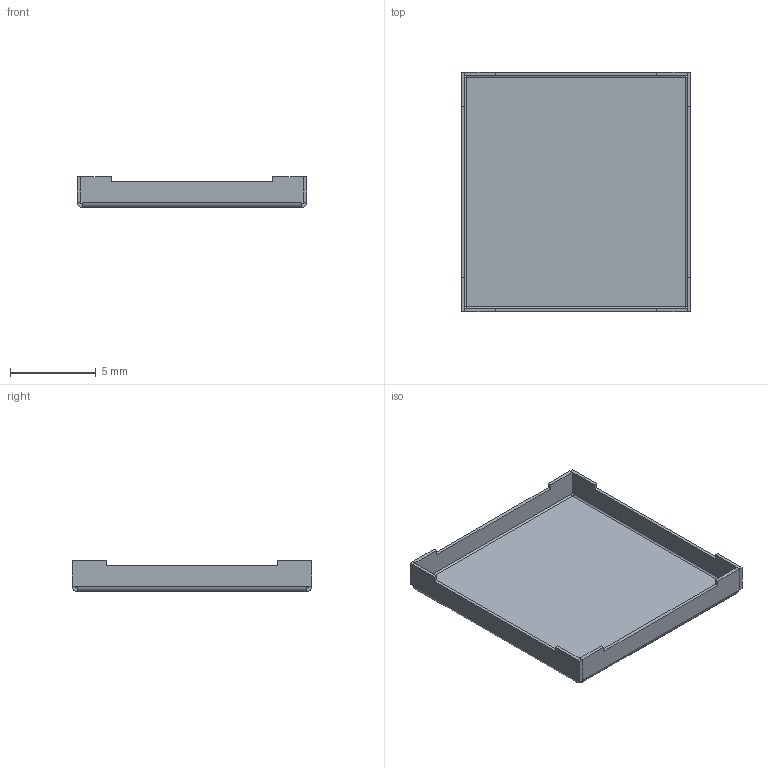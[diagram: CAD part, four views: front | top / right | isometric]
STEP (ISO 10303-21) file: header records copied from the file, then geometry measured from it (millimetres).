
FILE_DESCRIPTION(('STEP AP203'), '1');
FILE_NAME('Ýêðàí 732115.001', '2021-04-22T14:50:35', (''), (''), 'ASCON STEP Converter 1.6', 'ASCON Math Kernel', '');
FILE_SCHEMA(('CONFIG_CONTROL_DESIGN'));
Length unit declared in the file: millimetre
Bounding box: 13.4 x 14 x 1.8 mm (x, y, z)
Volume: 51.5 mm3; surface area: 529.2 mm2
Topology: 1 solids, 1 shells, 62 faces, 148 edges, 88 vertices
Faces by surface type: plane 54, cylinder 8
Entity records: 2268 total; most frequent: CARTESIAN_POINT 299, ORIENTED_EDGE 296, DIRECTION 290, EDGE_CURVE 148, LINE 132, VECTOR 132, VERTEX_POINT 88, AXIS2_PLACEMENT_3D 79
